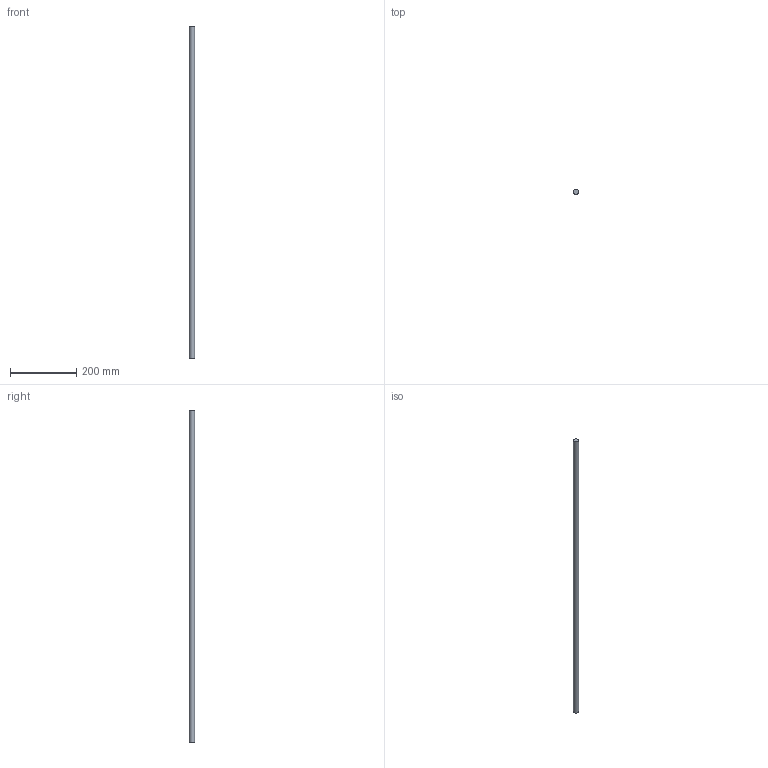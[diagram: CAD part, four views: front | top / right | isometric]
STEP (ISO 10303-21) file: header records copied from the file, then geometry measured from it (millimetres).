
FILE_DESCRIPTION (( 'STEP AP214' ), '1' );
FILE_NAME ('CWE-016-_-h7-1000-ltk.step', '2020-09-09T10:22:44', ( '' ), ( '' ), 'SwSTEP 2.0', 'SolidWorks 2010', '' );
FILE_SCHEMA (( 'AUTOMOTIVE_DESIGN' ));
Length unit declared in the file: millimetre
Products named in the file (1): CWE-016-_-h7-1000-ltk
Bounding box: 16 x 16 x 1000 mm (x, y, z)
Volume: 201061.9 mm3; surface area: 50667.6 mm2
Topology: 1 solids, 1 shells, 3 faces, 3 edges, 2 vertices
Faces by surface type: plane 2, cylinder 1
Full cylindrical faces by diameter (mm): 16 x1
Entity records: 88 total; most frequent: DIRECTION 12, CARTESIAN_POINT 8, AXIS2_PLACEMENT_3D 6, EDGE_LOOP 4, FACE_OUTER_BOUND 4, ORIENTED_EDGE 4, ADVANCED_FACE 3, UNCERTAINTY_MEASURE_WITH_UNIT 3
